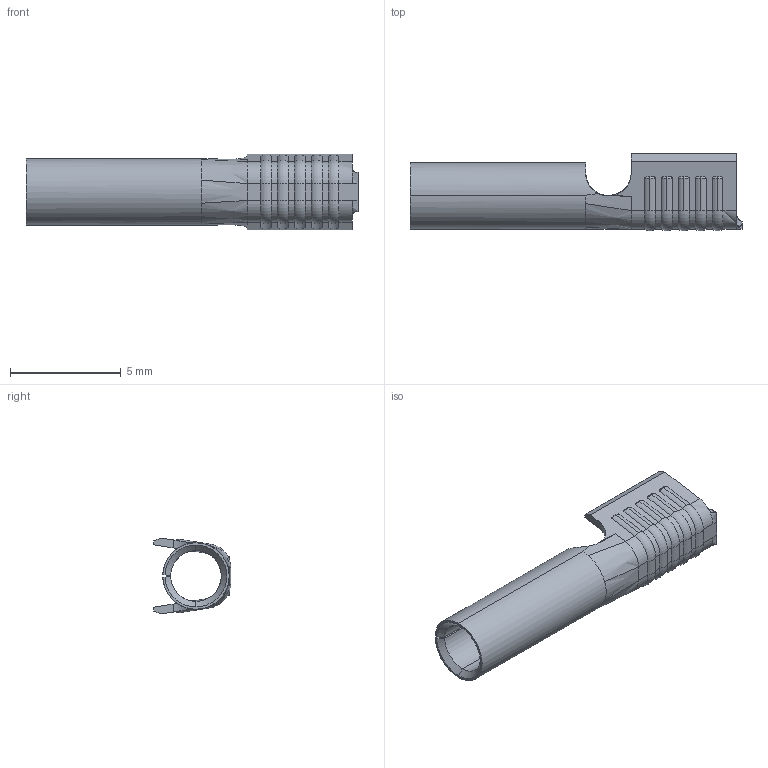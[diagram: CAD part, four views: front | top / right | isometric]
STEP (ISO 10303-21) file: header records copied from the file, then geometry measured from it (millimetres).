
FILE_DESCRIPTION (( 'STEP AP203' ), '1' );
FILE_NAME ('09334.STEP', '2015-02-23T13:51:24', ( '' ), ( '' ), 'SwSTEP 2.0', 'SolidWorks 2014', '' );
FILE_SCHEMA (( 'CONFIG_CONTROL_DESIGN' ));
Length unit declared in the file: inch
Products named in the file (1): 09334
Bounding box: 14.99 x 3.5 x 3.43 mm (x, y, z)
Volume: 39.7 mm3; surface area: 253.7 mm2
Topology: 1 solids, 1 shells, 222 faces, 522 edges, 302 vertices
Faces by surface type: plane 85, cylinder 60, torus 30, bspline 24, cone 23
Entity records: 6988 total; most frequent: CARTESIAN_POINT 1974, ORIENTED_EDGE 1044, DIRECTION 1011, EDGE_CURVE 522, AXIS2_PLACEMENT_3D 349, VECTOR 313, LINE 313, VERTEX_POINT 302
